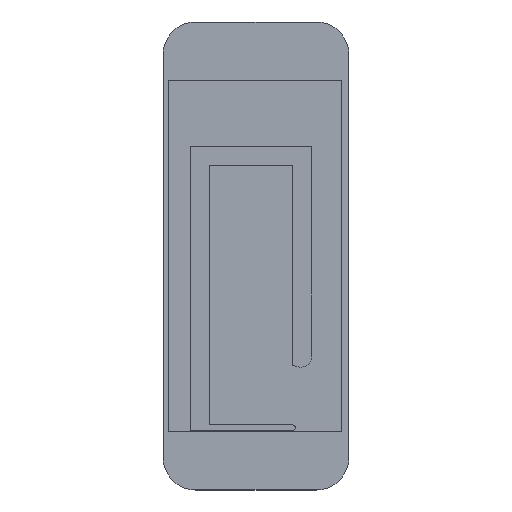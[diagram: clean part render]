
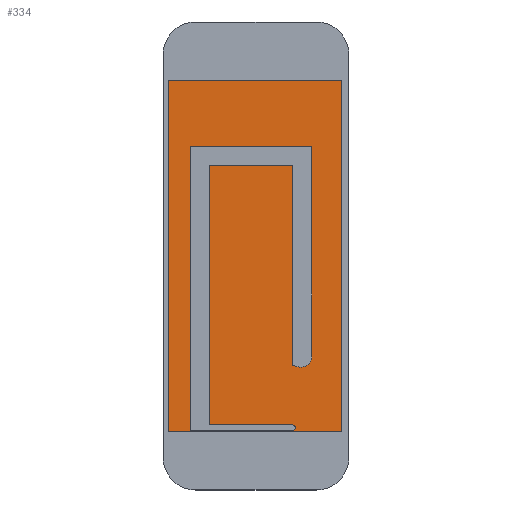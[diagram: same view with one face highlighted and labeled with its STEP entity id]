
A CAD part, top view. The second image highlights one B-rep face of the part: STEP entity #334.
In plain terms, the highlighted planar face has unit normal (0, 0, 1).
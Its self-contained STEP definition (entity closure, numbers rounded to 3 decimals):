
#147=CARTESIAN_POINT('',(-49.848,-8.08,-1.957));
#148=VERTEX_POINT('',#147);
#149=CARTESIAN_POINT('',(-49.848,6.7,-1.957));
#150=VERTEX_POINT('',#149);
#151=CARTESIAN_POINT('',(-49.848,-8.08,-1.957));
#152=DIRECTION('',(0.,1.,0.));
#153=VECTOR('',#152,14.78);
#154=LINE('',#151,#153);
#155=EDGE_CURVE('',#148,#150,#154,.T.);
#179=CARTESIAN_POINT('',(-48.448,-7.419,-1.957));
#180=VERTEX_POINT('',#179);
#187=CARTESIAN_POINT('',(-48.448,8.1,-1.957));
#188=VERTEX_POINT('',#187);
#189=CARTESIAN_POINT('',(-48.448,-7.419,-1.957));
#190=DIRECTION('',(0.,1.,0.));
#191=VECTOR('',#190,15.519);
#192=LINE('',#189,#191);
#193=EDGE_CURVE('',#180,#188,#192,.T.);
#204=CARTESIAN_POINT('',(-56.075,-12.5,-1.957));
#205=DIRECTION('',(0.,0.,1.));
#206=DIRECTION('',(1.,0.,-0.));
#207=AXIS2_PLACEMENT_3D('',#204,#205,#206);
#208=PLANE('',#207);
#209=CARTESIAN_POINT('',(-59.075,-13.,-1.957));
#210=VERTEX_POINT('',#209);
#211=CARTESIAN_POINT('',(-59.075,13.,-1.957));
#212=VERTEX_POINT('',#211);
#213=CARTESIAN_POINT('',(-59.075,-13.,-1.957));
#214=DIRECTION('',(0.,1.,0.));
#215=VECTOR('',#214,26.);
#216=LINE('',#213,#215);
#217=EDGE_CURVE('',#210,#212,#216,.T.);
#218=ORIENTED_EDGE('',*,*,#217,.F.);
#219=CARTESIAN_POINT('',(-46.275,-13.,-1.957));
#220=VERTEX_POINT('',#219);
#221=CARTESIAN_POINT('',(-59.075,-13.,-1.957));
#222=DIRECTION('',(1.,0.,-0.));
#223=VECTOR('',#222,12.8);
#224=LINE('',#221,#223);
#225=EDGE_CURVE('',#210,#220,#224,.T.);
#226=ORIENTED_EDGE('',*,*,#225,.T.);
#227=CARTESIAN_POINT('',(-46.275,13.,-1.957));
#228=VERTEX_POINT('',#227);
#229=CARTESIAN_POINT('',(-46.275,-13.,-1.957));
#230=DIRECTION('',(0.,1.,0.));
#231=VECTOR('',#230,26.);
#232=LINE('',#229,#231);
#233=EDGE_CURVE('',#220,#228,#232,.T.);
#234=ORIENTED_EDGE('',*,*,#233,.T.);
#235=CARTESIAN_POINT('',(-59.075,13.,-1.957));
#236=DIRECTION('',(1.,0.,-0.));
#237=VECTOR('',#236,12.8);
#238=LINE('',#235,#237);
#239=EDGE_CURVE('',#212,#228,#238,.T.);
#240=ORIENTED_EDGE('',*,*,#239,.F.);
#241=EDGE_LOOP('',(#218,#226,#234,#240));
#242=FACE_BOUND('',#241,.T.);
#243=CARTESIAN_POINT('',(-57.448,-12.9,-1.957));
#244=VERTEX_POINT('',#243);
#245=CARTESIAN_POINT('',(-49.876,-12.9,-1.957));
#246=VERTEX_POINT('',#245);
#247=CARTESIAN_POINT('',(-57.448,-12.9,-1.957));
#248=DIRECTION('',(1.,0.,-0.));
#249=VECTOR('',#248,7.572);
#250=LINE('',#247,#249);
#251=EDGE_CURVE('',#244,#246,#250,.T.);
#252=ORIENTED_EDGE('',*,*,#251,.F.);
#253=CARTESIAN_POINT('',(-57.448,8.1,-1.957));
#254=VERTEX_POINT('',#253);
#255=CARTESIAN_POINT('',(-57.448,-12.9,-1.957));
#256=DIRECTION('',(0.,1.,0.));
#257=VECTOR('',#256,21.);
#258=LINE('',#255,#257);
#259=EDGE_CURVE('',#244,#254,#258,.T.);
#260=ORIENTED_EDGE('',*,*,#259,.T.);
#261=CARTESIAN_POINT('',(-57.448,8.1,-1.957));
#262=DIRECTION('',(1.,0.,-0.));
#263=VECTOR('',#262,9.);
#264=LINE('',#261,#263);
#265=EDGE_CURVE('',#254,#188,#264,.T.);
#266=ORIENTED_EDGE('',*,*,#265,.T.);
#267=ORIENTED_EDGE('',*,*,#193,.F.);
#268=CARTESIAN_POINT('',(-49.468,-8.189,-1.957));
#269=VERTEX_POINT('',#268);
#270=CARTESIAN_POINT('',(-49.248,-7.419,-1.957));
#271=DIRECTION('',(-0.,-0.,-1.));
#272=DIRECTION('',(1.,0.,-0.));
#273=AXIS2_PLACEMENT_3D('',#270,#271,#272);
#274=CIRCLE('',#273,0.8);
#275=EDGE_CURVE('',#180,#269,#274,.T.);
#276=ORIENTED_EDGE('',*,*,#275,.T.);
#277=CARTESIAN_POINT('',(-49.848,-8.08,-1.957));
#278=DIRECTION('',(0.962,-0.275,-0.));
#279=VECTOR('',#278,0.395);
#280=LINE('',#277,#279);
#281=EDGE_CURVE('',#148,#269,#280,.T.);
#282=ORIENTED_EDGE('',*,*,#281,.F.);
#283=ORIENTED_EDGE('',*,*,#155,.T.);
#284=CARTESIAN_POINT('',(-56.048,6.7,-1.957));
#285=VERTEX_POINT('',#284);
#286=CARTESIAN_POINT('',(-49.848,6.7,-1.957));
#287=DIRECTION('',(-1.,0.,0.));
#288=VECTOR('',#287,6.2);
#289=LINE('',#286,#288);
#290=EDGE_CURVE('',#150,#285,#289,.T.);
#291=ORIENTED_EDGE('',*,*,#290,.T.);
#292=CARTESIAN_POINT('',(-56.048,-12.5,-1.957));
#293=VERTEX_POINT('',#292);
#294=CARTESIAN_POINT('',(-56.048,6.7,-1.957));
#295=DIRECTION('',(0.,-1.,0.));
#296=VECTOR('',#295,19.2);
#297=LINE('',#294,#296);
#298=EDGE_CURVE('',#285,#293,#297,.T.);
#299=ORIENTED_EDGE('',*,*,#298,.T.);
#300=CARTESIAN_POINT('',(-49.848,-12.5,-1.957));
#301=VERTEX_POINT('',#300);
#302=CARTESIAN_POINT('',(-56.048,-12.5,-1.957));
#303=DIRECTION('',(1.,0.,-0.));
#304=VECTOR('',#303,6.2);
#305=LINE('',#302,#304);
#306=EDGE_CURVE('',#293,#301,#305,.T.);
#307=ORIENTED_EDGE('',*,*,#306,.T.);
#308=CARTESIAN_POINT('',(-49.821,-12.508,-1.957));
#309=VERTEX_POINT('',#308);
#310=CARTESIAN_POINT('',(-49.848,-12.5,-1.957));
#311=DIRECTION('',(0.962,-0.275,-0.));
#312=VECTOR('',#311,0.028);
#313=LINE('',#310,#312);
#314=EDGE_CURVE('',#301,#309,#313,.T.);
#315=ORIENTED_EDGE('',*,*,#314,.T.);
#316=CARTESIAN_POINT('',(-49.676,-12.7,-1.957));
#317=VERTEX_POINT('',#316);
#318=CARTESIAN_POINT('',(-49.876,-12.7,-1.957));
#319=DIRECTION('',(-0.,-0.,-1.));
#320=DIRECTION('',(1.,0.,-0.));
#321=AXIS2_PLACEMENT_3D('',#318,#319,#320);
#322=CIRCLE('',#321,0.2);
#323=EDGE_CURVE('',#309,#317,#322,.T.);
#324=ORIENTED_EDGE('',*,*,#323,.T.);
#325=CARTESIAN_POINT('',(-49.876,-12.7,-1.957));
#326=DIRECTION('',(-0.,-0.,-1.));
#327=DIRECTION('',(1.,0.,-0.));
#328=AXIS2_PLACEMENT_3D('',#325,#326,#327);
#329=CIRCLE('',#328,0.2);
#330=EDGE_CURVE('',#317,#246,#329,.T.);
#331=ORIENTED_EDGE('',*,*,#330,.T.);
#332=EDGE_LOOP('',(#252,#260,#266,#267,#276,#282,#283,#291,#299,#307,#315,#324,#331));
#333=FACE_BOUND('',#332,.T.);
#334=ADVANCED_FACE('',(#242,#333),#208,.T.);
